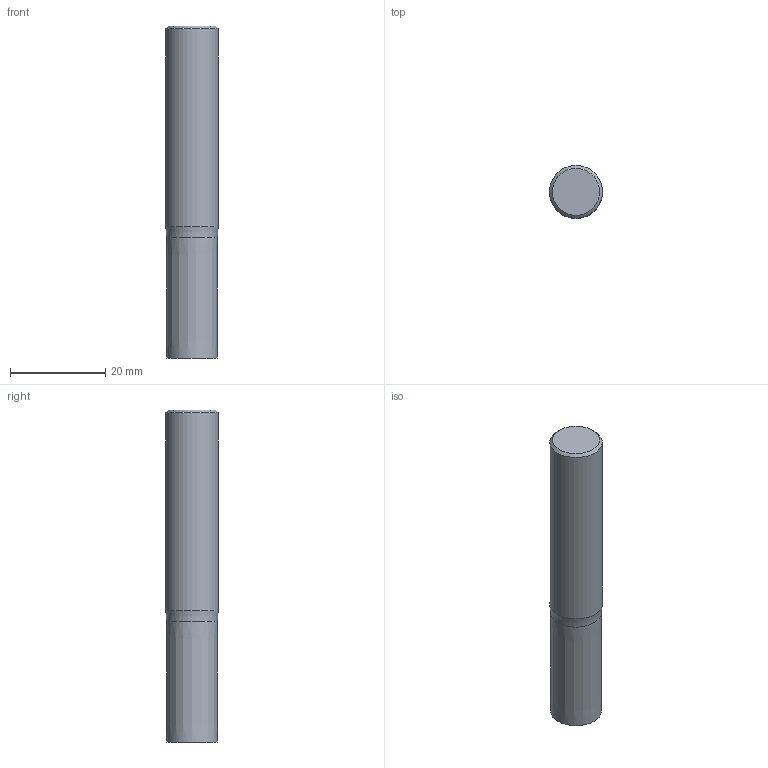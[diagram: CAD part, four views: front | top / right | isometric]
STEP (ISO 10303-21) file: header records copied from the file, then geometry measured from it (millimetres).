
FILE_DESCRIPTION(/* description */ (''),/* implementation_level */ '2;1');
FILE_NAME(/* name */ 'C5141-.422F2S.0Z4_Basic.stp',/* time_stamp */ '2024-07-04T15:16:19+06:00',/* author */ (''),/* organization */ (''),/* preprocessor_version */ 'ST-DEVELOPER v16.7',/* originating_system */ 'SIEMENS PLM Software NX 12.0',/* authorisation */ '');
FILE_SCHEMA (('AUTOMOTIVE_DESIGN { 1 0 10303 214 3 1 1 1 }'));
Length unit declared in the file: millimetre
Products named in the file (1): inpu166083BB2y3v
Bounding box: 11.11 x 11.11 x 69.85 mm (x, y, z)
Volume: 6584.3 mm3; surface area: 2759.7 mm2
Topology: 2 solids, 2 shells, 8 faces, 11 edges, 11 vertices
Faces by surface type: plane 4, cone 2, torus 1, cylinder 1
Full cylindrical faces by diameter (mm): 11.113 x1
Entity records: 252 total; most frequent: CARTESIAN_POINT 41, DIRECTION 36, AXIS2_PLACEMENT_3D 18, EDGE_LOOP 12, ORIENTED_EDGE 12, STYLED_ITEM 10, PRESENTATION_STYLE_ASSIGNMENT 10, FACE_BOUND 8
